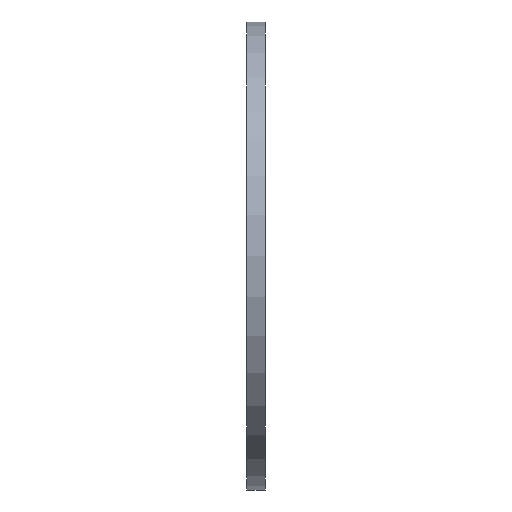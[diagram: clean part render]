
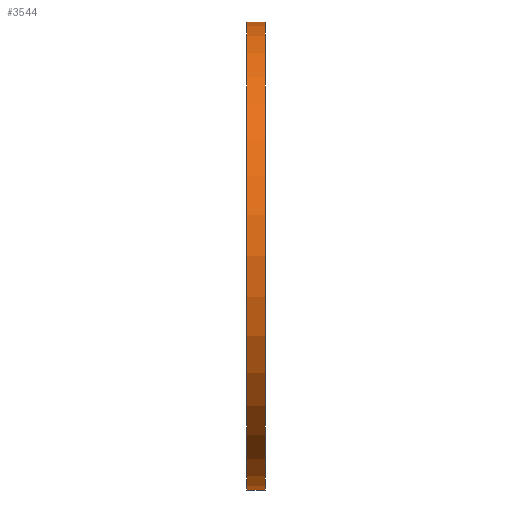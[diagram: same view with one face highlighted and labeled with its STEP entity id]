
A CAD part, left-side view. The second image highlights one B-rep face of the part: STEP entity #3544.
In plain terms, the highlighted cylindrical face has radius 50 mm (diameter 100 mm), a partial arc.
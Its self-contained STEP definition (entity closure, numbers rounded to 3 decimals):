
#14 = ORIENTED_EDGE ( 'NONE', *, *, #12737, .F. ) ;
#200 = DIRECTION ( 'NONE',  ( 0., -1., 0. ) ) ;
#532 = EDGE_CURVE ( 'NONE', #2572, #8379, #8681, .T. ) ;
#601 = CARTESIAN_POINT ( 'NONE',  ( 0., 0., -50. ) ) ;
#652 = LINE ( 'NONE', #11608, #5433 ) ;
#846 = CARTESIAN_POINT ( 'NONE',  ( 0., 4., 0. ) ) ;
#1750 = CARTESIAN_POINT ( 'NONE',  ( 0., 4., 50. ) ) ;
#2328 = DIRECTION ( 'NONE',  ( 0., -1., 0. ) ) ;
#2568 = LINE ( 'NONE', #2933, #5166 ) ;
#2572 = VERTEX_POINT ( 'NONE', #14893 ) ;
#2933 = CARTESIAN_POINT ( 'NONE',  ( 0., 4., -50. ) ) ;
#3544 = ADVANCED_FACE ( 'NONE', ( #9953 ), #15911, .T. ) ;
#5036 = DIRECTION ( 'NONE',  ( 0., 0., 1. ) ) ;
#5166 = VECTOR ( 'NONE', #6786, 1000. ) ;
#5367 = EDGE_CURVE ( 'NONE', #2572, #6731, #2568, .T. ) ;
#5433 = VECTOR ( 'NONE', #200, 1000. ) ;
#6001 = ORIENTED_EDGE ( 'NONE', *, *, #532, .F. ) ;
#6505 = DIRECTION ( 'NONE',  ( 0., 1., 0. ) ) ;
#6549 = EDGE_CURVE ( 'NONE', #6731, #13875, #9891, .T. ) ;
#6731 = VERTEX_POINT ( 'NONE', #601 ) ;
#6786 = DIRECTION ( 'NONE',  ( 0., -1., 0. ) ) ;
#7067 = DIRECTION ( 'NONE',  ( 0., 0., 1. ) ) ;
#7338 = DIRECTION ( 'NONE',  ( 0., 0., -1. ) ) ;
#8379 = VERTEX_POINT ( 'NONE', #1750 ) ;
#8549 = ORIENTED_EDGE ( 'NONE', *, *, #5367, .T. ) ;
#8681 = CIRCLE ( 'NONE', #16342, 50. ) ;
#9117 = AXIS2_PLACEMENT_3D ( 'NONE', #16445, #6505, #5036 ) ;
#9891 = CIRCLE ( 'NONE', #9117, 50. ) ;
#9953 = FACE_OUTER_BOUND ( 'NONE', #12761, .T. ) ;
#11318 = ORIENTED_EDGE ( 'NONE', *, *, #6549, .T. ) ;
#11608 = CARTESIAN_POINT ( 'NONE',  ( 0., 4., 50. ) ) ;
#12737 = EDGE_CURVE ( 'NONE', #8379, #13875, #652, .T. ) ;
#12761 = EDGE_LOOP ( 'NONE', ( #14, #6001, #8549, #11318 ) ) ;
#12928 = CARTESIAN_POINT ( 'NONE',  ( 0., 0., 50. ) ) ;
#13744 = CARTESIAN_POINT ( 'NONE',  ( 0., 4., 0. ) ) ;
#13875 = VERTEX_POINT ( 'NONE', #12928 ) ;
#14553 = AXIS2_PLACEMENT_3D ( 'NONE', #13744, #2328, #7338 ) ;
#14680 = DIRECTION ( 'NONE',  ( 0., 1., 0. ) ) ;
#14893 = CARTESIAN_POINT ( 'NONE',  ( 0., 4., -50. ) ) ;
#15911 = CYLINDRICAL_SURFACE ( 'NONE', #14553, 50. ) ;
#16342 = AXIS2_PLACEMENT_3D ( 'NONE', #846, #14680, #7067 ) ;
#16445 = CARTESIAN_POINT ( 'NONE',  ( 0., 0., 0. ) ) ;
